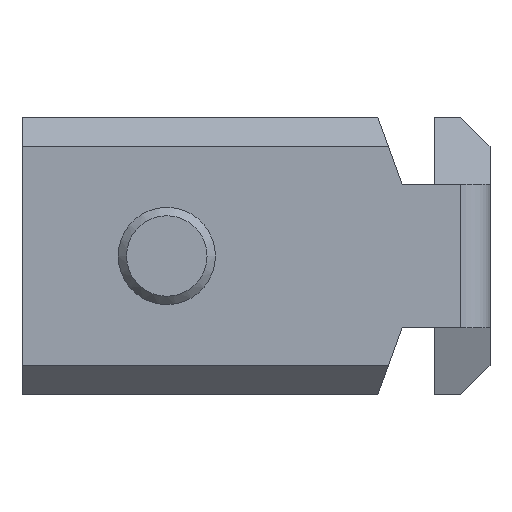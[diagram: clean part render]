
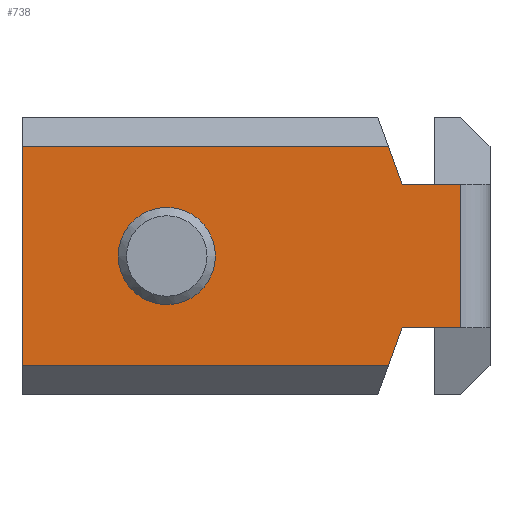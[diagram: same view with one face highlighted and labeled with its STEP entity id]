
A CAD part, front view. The second image highlights one B-rep face of the part: STEP entity #738.
In plain terms, the highlighted planar face has unit normal (0, -1, 0).
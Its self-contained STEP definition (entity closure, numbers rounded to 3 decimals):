
#90=LINE('',#1155,#176);
#91=LINE('',#1158,#177);
#92=LINE('',#1160,#178);
#93=LINE('',#1162,#179);
#94=LINE('',#1164,#180);
#95=LINE('',#1166,#181);
#96=LINE('',#1168,#182);
#97=LINE('',#1170,#183);
#176=VECTOR('',#945,1000.);
#177=VECTOR('',#946,1000.);
#178=VECTOR('',#947,1000.);
#179=VECTOR('',#948,1000.);
#180=VECTOR('',#949,1000.);
#181=VECTOR('',#950,1000.);
#182=VECTOR('',#951,1000.);
#183=VECTOR('',#952,1000.);
#296=ORIENTED_EDGE('',*,*,#463,.F.);
#297=ORIENTED_EDGE('',*,*,#464,.T.);
#298=ORIENTED_EDGE('',*,*,#465,.T.);
#299=ORIENTED_EDGE('',*,*,#466,.T.);
#300=ORIENTED_EDGE('',*,*,#467,.F.);
#301=ORIENTED_EDGE('',*,*,#468,.T.);
#302=ORIENTED_EDGE('',*,*,#469,.T.);
#303=ORIENTED_EDGE('',*,*,#470,.F.);
#304=ORIENTED_EDGE('',*,*,#471,.F.);
#463=EDGE_CURVE('',#548,#548,#581,.T.);
#464=EDGE_CURVE('',#549,#550,#90,.T.);
#465=EDGE_CURVE('',#550,#551,#91,.T.);
#466=EDGE_CURVE('',#551,#552,#92,.T.);
#467=EDGE_CURVE('',#553,#552,#93,.T.);
#468=EDGE_CURVE('',#553,#554,#94,.T.);
#469=EDGE_CURVE('',#554,#555,#95,.T.);
#470=EDGE_CURVE('',#556,#555,#96,.T.);
#471=EDGE_CURVE('',#549,#556,#97,.T.);
#548=VERTEX_POINT('',#1154);
#549=VERTEX_POINT('',#1156);
#550=VERTEX_POINT('',#1157);
#551=VERTEX_POINT('',#1159);
#552=VERTEX_POINT('',#1161);
#553=VERTEX_POINT('',#1163);
#554=VERTEX_POINT('',#1165);
#555=VERTEX_POINT('',#1167);
#556=VERTEX_POINT('',#1169);
#581=CIRCLE('',#813,3.324);
#610=EDGE_LOOP('',(#296));
#611=EDGE_LOOP('',(#297,#298,#299,#300,#301,#302,#303,#304));
#660=FACE_BOUND('',#610,.T.);
#661=FACE_BOUND('',#611,.T.);
#702=PLANE('',#812);
#738=ADVANCED_FACE('',(#660,#661),#702,.F.);
#812=AXIS2_PLACEMENT_3D('',#1152,#941,#942);
#813=AXIS2_PLACEMENT_3D('',#1153,#943,#944);
#941=DIRECTION('',(0.,1.,0.));
#942=DIRECTION('',(0.,0.,1.));
#943=DIRECTION('',(0.,-1.,0.));
#944=DIRECTION('',(0.,0.,-1.));
#945=DIRECTION('',(0.94,0.,0.342));
#946=DIRECTION('',(0.,0.,1.));
#947=DIRECTION('',(-1.,0.,0.));
#948=DIRECTION('',(0.,0.,1.));
#949=DIRECTION('',(0.94,0.,-0.342));
#950=DIRECTION('',(0.,0.,-1.));
#951=DIRECTION('',(-1.,0.,0.));
#952=DIRECTION('',(0.,0.,-1.));
#1152=CARTESIAN_POINT('',(19.,0.,32.));
#1153=CARTESIAN_POINT('',(9.5,0.,22.1));
#1154=CARTESIAN_POINT('',(9.5,0.,18.777));
#1155=CARTESIAN_POINT('',(14.4,0.,6.));
#1156=CARTESIAN_POINT('',(14.4,0.,6.));
#1157=CARTESIAN_POINT('',(17.,0.,6.946));
#1158=CARTESIAN_POINT('',(17.,0.,6.));
#1159=CARTESIAN_POINT('',(17.,0.,32.));
#1160=CARTESIAN_POINT('',(19.,0.,32.));
#1161=CARTESIAN_POINT('',(2.,0.,32.));
#1162=CARTESIAN_POINT('',(2.,0.,6.));
#1163=CARTESIAN_POINT('',(2.,0.,6.946));
#1164=CARTESIAN_POINT('',(0.,0.,7.674));
#1165=CARTESIAN_POINT('',(4.6,0.,6.));
#1166=CARTESIAN_POINT('',(4.6,0.,6.));
#1167=CARTESIAN_POINT('',(4.6,0.,2.));
#1168=CARTESIAN_POINT('',(19.,0.,2.));
#1169=CARTESIAN_POINT('',(14.4,0.,2.));
#1170=CARTESIAN_POINT('',(14.4,0.,6.));
